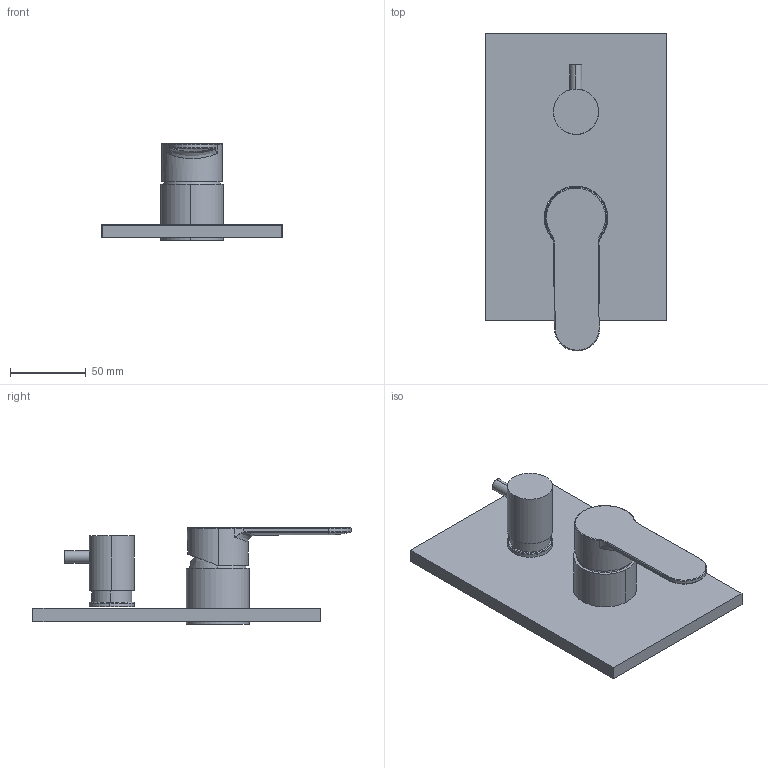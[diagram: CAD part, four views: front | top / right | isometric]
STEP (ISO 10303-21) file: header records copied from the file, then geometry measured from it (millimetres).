
FILE_DESCRIPTION (( 'STEP AP214' ), '1' );
FILE_NAME ('27185.STEP', '2024-02-08T14:22:39', ( '' ), ( '' ), 'SwSTEP 2.0', 'SolidWorks 2018', '' );
FILE_SCHEMA (( 'AUTOMOTIVE_DESIGN' ));
Length unit declared in the file: millimetre
Products named in the file (8): 27185; piastra 20187; 0100918705; cappuccio minimalista; contenitore cart. diam.35; 928; 988; leva incasso zero30
Assembly tree (7 placements, depth 2):
  27185
    contenitore cart. diam.35
    cappuccio minimalista
    0100918705
    928
    988
    leva incasso zero30
    piastra 20187
Bounding box: 120 x 210 x 63.99 mm (x, y, z)
Volume: 113686.9 mm3; surface area: 88280.7 mm2
Topology: 7 solids, 7 shells, 122 faces, 263 edges, 161 vertices
Faces by surface type: cylinder 52, plane 43, torus 11, cone 8, bspline 7, sphere 1
Entity records: 4085 total; most frequent: CARTESIAN_POINT 1025, DIRECTION 616, ORIENTED_EDGE 518, EDGE_CURVE 259, AXIS2_PLACEMENT_3D 250, VERTEX_POINT 161, EDGE_LOOP 140, CIRCLE 125
